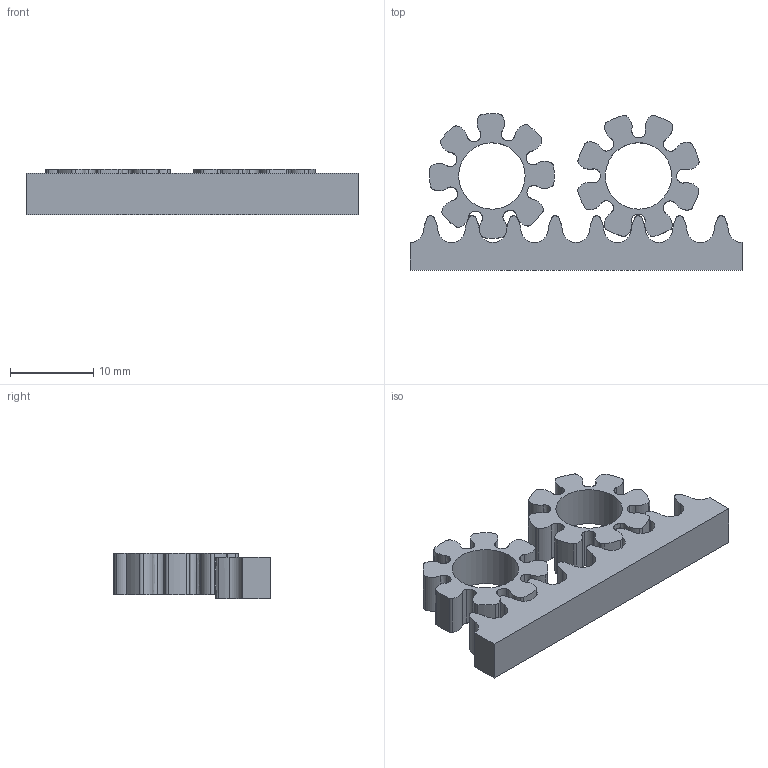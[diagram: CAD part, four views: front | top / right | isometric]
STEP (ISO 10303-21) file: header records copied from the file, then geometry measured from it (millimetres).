
FILE_DESCRIPTION(/* description */ (''),/* implementation_level */ '2;1');
FILE_NAME(/* name */ 'STEP_small_teeth_rack_and_pinon_only.step',/* time_stamp */ '2018-05-18T15:55:00+02:00',/* author */ ('jaknil'),/* organization */ (''),/* preprocessor_version */ 'ST-DEVELOPER v17',/* originating_system */ 'Autodesk Translation Framework v7.1.0.215',/* authorisation */ '');
FILE_SCHEMA (('AUTOMOTIVE_DESIGN { 1 0 10303 214 3 1 1 }'));
Length unit declared in the file: millimetre
Products named in the file (3): rack_and_pinion_standard_40_8t; rack; 40 pinion dual gap v2
Assembly tree (3 placements, depth 2):
  rack_and_pinion_standard_40_8t
    40 pinion dual gap v2  x2
    rack
Bounding box: 40 x 18.88 x 5.5 mm (x, y, z)
Volume: 1757 mm3; surface area: 2319.7 mm2
Topology: 3 solids, 3 shells, 188 faces, 550 edges, 368 vertices
Faces by surface type: cylinder 91, bspline 88, plane 9
Full cylindrical faces by diameter (mm): 8 x2
Entity records: 5759 total; most frequent: CARTESIAN_POINT 2902, ORIENTED_EDGE 706, DIRECTION 399, EDGE_CURVE 353, VERTEX_POINT 236, B_SPLINE_CURVE_WITH_KNOTS 182, AXIS2_PLACEMENT_3D 165, EDGE_LOOP 123
